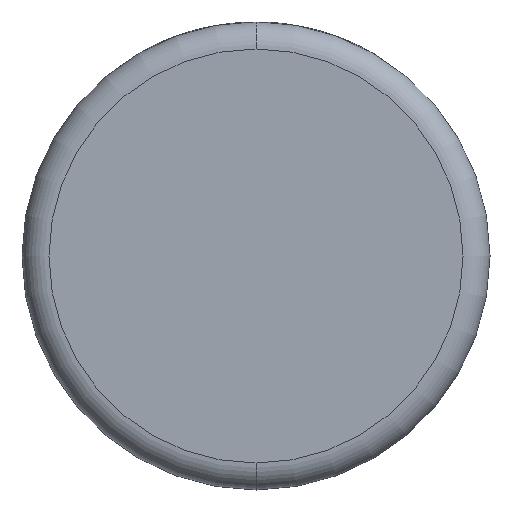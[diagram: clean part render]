
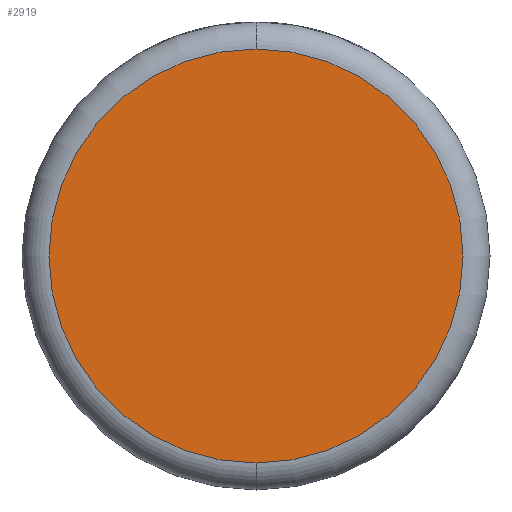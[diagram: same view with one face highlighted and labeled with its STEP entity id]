
A CAD part, front view. The second image highlights one B-rep face of the part: STEP entity #2919.
In plain terms, the highlighted planar face has unit normal (0, -1, 0).
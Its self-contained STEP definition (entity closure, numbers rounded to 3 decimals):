
#288 = CIRCLE ( 'NONE', #893, 15.926 ) ;
#315 = VERTEX_POINT ( 'NONE', #457 ) ;
#457 = CARTESIAN_POINT ( 'NONE',  ( 0., 0., 15.926 ) ) ;
#463 = AXIS2_PLACEMENT_3D ( 'NONE', #4517, #2289, #2595 ) ;
#469 = DIRECTION ( 'NONE',  ( 0., 0., 1. ) ) ;
#479 = PLANE ( 'NONE',  #1531 ) ;
#893 = AXIS2_PLACEMENT_3D ( 'NONE', #4052, #1932, #3820 ) ;
#894 = VERTEX_POINT ( 'NONE', #897 ) ;
#897 = CARTESIAN_POINT ( 'NONE',  ( 0., 0., -15.926 ) ) ;
#1196 = CARTESIAN_POINT ( 'NONE',  ( 0., 0., 0. ) ) ;
#1276 = ORIENTED_EDGE ( 'NONE', *, *, #2679, .T. ) ;
#1531 = AXIS2_PLACEMENT_3D ( 'NONE', #1196, #1959, #469 ) ;
#1932 = DIRECTION ( 'NONE',  ( 0., -1., 0. ) ) ;
#1959 = DIRECTION ( 'NONE',  ( 0., 1., 0. ) ) ;
#2289 = DIRECTION ( 'NONE',  ( 0., -1., 0. ) ) ;
#2595 = DIRECTION ( 'NONE',  ( 0., 0., 1. ) ) ;
#2677 = ORIENTED_EDGE ( 'NONE', *, *, #2856, .T. ) ;
#2679 = EDGE_CURVE ( 'NONE', #315, #894, #288, .T. ) ;
#2856 = EDGE_CURVE ( 'NONE', #894, #315, #4480, .T. ) ;
#2919 = ADVANCED_FACE ( 'NONE', ( #4658 ), #479, .F. ) ;
#3820 = DIRECTION ( 'NONE',  ( 0., 0., 1. ) ) ;
#4052 = CARTESIAN_POINT ( 'NONE',  ( 0., 0., 0. ) ) ;
#4142 = EDGE_LOOP ( 'NONE', ( #1276, #2677 ) ) ;
#4480 = CIRCLE ( 'NONE', #463, 15.926 ) ;
#4517 = CARTESIAN_POINT ( 'NONE',  ( 0., 0., 0. ) ) ;
#4658 = FACE_OUTER_BOUND ( 'NONE', #4142, .T. ) ;
